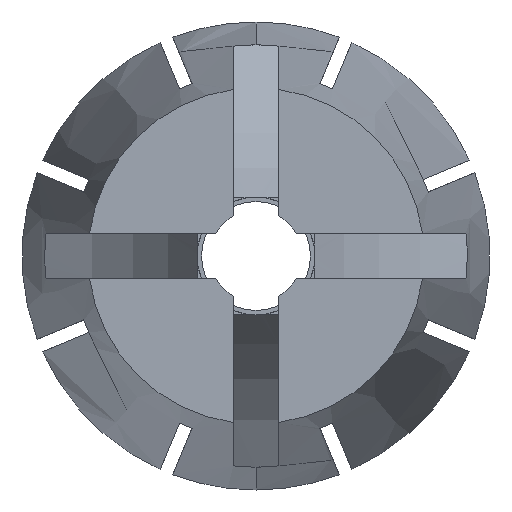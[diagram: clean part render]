
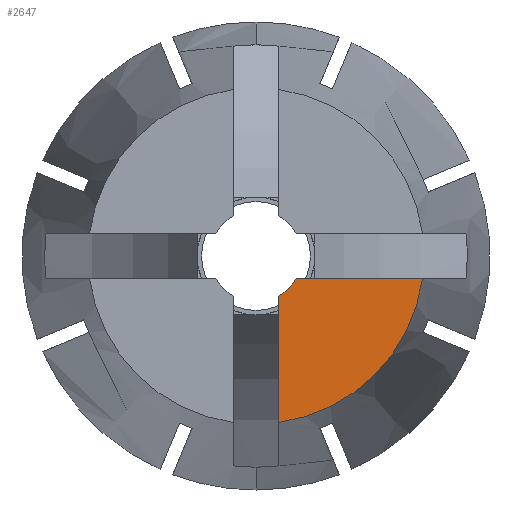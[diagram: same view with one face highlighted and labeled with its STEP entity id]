
A CAD part, left-side view. The second image highlights one B-rep face of the part: STEP entity #2647.
In plain terms, the highlighted planar face has unit normal (-1, 0, 0).
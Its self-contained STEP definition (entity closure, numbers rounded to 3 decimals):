
#18 = CARTESIAN_POINT ( 'NONE',  ( -34., -1.25, -9.183 ) ) ;
#22 = FACE_OUTER_BOUND ( 'NONE', #1428, .T. ) ;
#105 = DIRECTION ( 'NONE',  ( 1., 0., 0. ) ) ;
#161 = CIRCLE ( 'NONE', #2569, 9.268 ) ;
#208 = EDGE_CURVE ( 'NONE', #3273, #2082, #436, .T. ) ;
#298 = EDGE_CURVE ( 'NONE', #727, #765, #2122, .T. ) ;
#302 = EDGE_CURVE ( 'NONE', #727, #3273, #1231, .T. ) ;
#436 = LINE ( 'NONE', #3463, #4032 ) ;
#624 = EDGE_CURVE ( 'NONE', #765, #2082, #161, .T. ) ;
#727 = VERTEX_POINT ( 'NONE', #1957 ) ;
#760 = ORIENTED_EDGE ( 'NONE', *, *, #624, .F. ) ;
#765 = VERTEX_POINT ( 'NONE', #3346 ) ;
#1117 = VECTOR ( 'NONE', #3147, 1000. ) ;
#1231 = CIRCLE ( 'NONE', #1264, 2.545 ) ;
#1264 = AXIS2_PLACEMENT_3D ( 'NONE', #2086, #105, #1802 ) ;
#1428 = EDGE_LOOP ( 'NONE', ( #3730, #3615, #760, #4128 ) ) ;
#1645 = DIRECTION ( 'NONE',  ( -1., 0., 0. ) ) ;
#1802 = DIRECTION ( 'NONE',  ( 0., 0., -1. ) ) ;
#1957 = CARTESIAN_POINT ( 'NONE',  ( -34., -2.217, -1.25 ) ) ;
#2082 = VERTEX_POINT ( 'NONE', #18 ) ;
#2086 = CARTESIAN_POINT ( 'NONE',  ( -34., 0., 0. ) ) ;
#2122 = LINE ( 'NONE', #3489, #1117 ) ;
#2569 = AXIS2_PLACEMENT_3D ( 'NONE', #3128, #3157, #3198 ) ;
#2647 = ADVANCED_FACE ( 'NONE', ( #22 ), #3655, .T. ) ;
#2657 = DIRECTION ( 'NONE',  ( 0., 0., -1. ) ) ;
#3128 = CARTESIAN_POINT ( 'NONE',  ( -34., 0., 0. ) ) ;
#3147 = DIRECTION ( 'NONE',  ( 0., -1., 0. ) ) ;
#3157 = DIRECTION ( 'NONE',  ( 1., 0., 0. ) ) ;
#3198 = DIRECTION ( 'NONE',  ( 0., 0., -1. ) ) ;
#3273 = VERTEX_POINT ( 'NONE', #3944 ) ;
#3326 = AXIS2_PLACEMENT_3D ( 'NONE', #3637, #1645, #4012 ) ;
#3346 = CARTESIAN_POINT ( 'NONE',  ( -34., -9.183, -1.25 ) ) ;
#3463 = CARTESIAN_POINT ( 'NONE',  ( -34., -1.25, 0. ) ) ;
#3489 = CARTESIAN_POINT ( 'NONE',  ( -34., -9.268, -1.25 ) ) ;
#3615 = ORIENTED_EDGE ( 'NONE', *, *, #208, .T. ) ;
#3637 = CARTESIAN_POINT ( 'NONE',  ( -34., -9.268, 0. ) ) ;
#3655 = PLANE ( 'NONE',  #3326 ) ;
#3730 = ORIENTED_EDGE ( 'NONE', *, *, #302, .T. ) ;
#3944 = CARTESIAN_POINT ( 'NONE',  ( -34., -1.25, -2.217 ) ) ;
#4012 = DIRECTION ( 'NONE',  ( 0., 0., 1. ) ) ;
#4032 = VECTOR ( 'NONE', #2657, 1000. ) ;
#4128 = ORIENTED_EDGE ( 'NONE', *, *, #298, .F. ) ;
